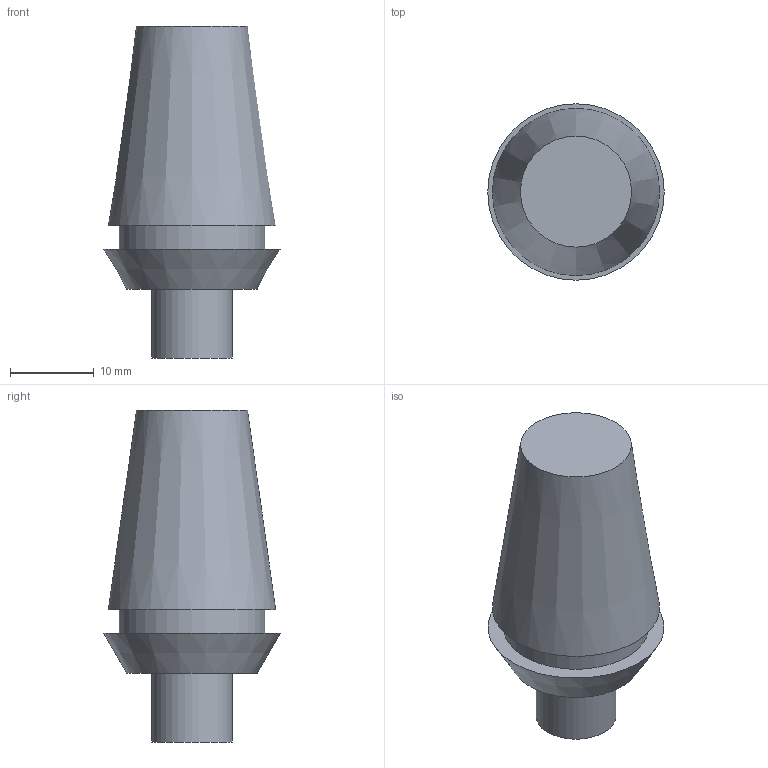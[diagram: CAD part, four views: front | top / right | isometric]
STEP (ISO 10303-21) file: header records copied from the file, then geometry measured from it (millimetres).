
FILE_DESCRIPTION(/* description */ (''),/* implementation_level */ '2;1');
FILE_NAME(/* name */ '1493895914616.stp',/* time_stamp */ '2017-05-04T13:05:19+02:00',/* author */ (''),/* organization */ ('SMS'),/* preprocessor_version */ 'ST-DEVELOPER v15',/* originating_system */ 'SIEMENS PLM Software NX 8.5',/* authorisation */ '');
FILE_SCHEMA (('AUTOMOTIVE_DESIGN { 1 0 10303 214 3 1 1 1 }'));
Length unit declared in the file: millimetre
Products named in the file (1): 200842722MOD000_02
Bounding box: 21.1 x 21.1 x 39.7 mm (x, y, z)
Volume: 7804.2 mm3; surface area: 2498.2 mm2
Topology: 1 solids, 1 shells, 9 faces, 15 edges, 11 vertices
Faces by surface type: plane 5, cone 2, cylinder 2
Full cylindrical faces by diameter (mm): 9.6 x1, 17.4 x1
Entity records: 225 total; most frequent: DIRECTION 42, CARTESIAN_POINT 29, AXIS2_PLACEMENT_3D 21, EDGE_LOOP 16, ORIENTED_EDGE 16, FACE_BOUND 14, ADVANCED_FACE 9, VERTEX_POINT 8
